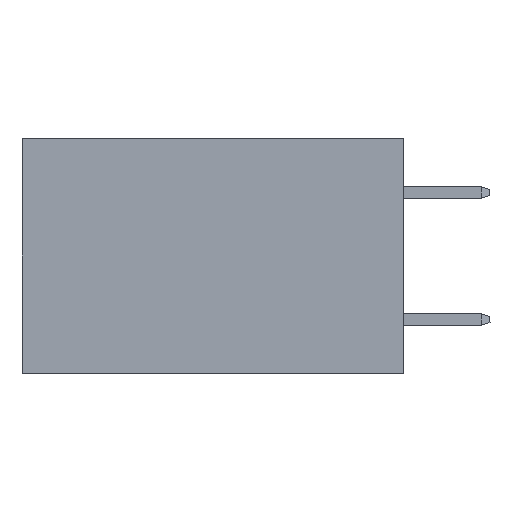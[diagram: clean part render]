
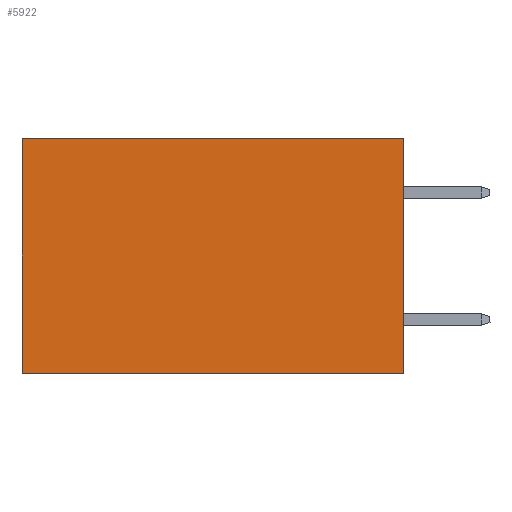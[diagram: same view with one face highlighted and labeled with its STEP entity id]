
A CAD part, left-side view. The second image highlights one B-rep face of the part: STEP entity #5922.
In plain terms, the highlighted planar face has unit normal (-1, 0, 0).
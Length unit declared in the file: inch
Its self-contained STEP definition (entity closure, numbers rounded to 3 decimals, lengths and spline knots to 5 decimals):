
#180 = DIRECTION ( 'NONE',  ( 0., 0., -1. ) ) ;
#904 = VECTOR ( 'NONE', #7130, 39.37008 ) ;
#905 = EDGE_CURVE ( 'NONE', #8693, #9378, #5045, .T. ) ;
#1029 = FACE_OUTER_BOUND ( 'NONE', #9583, .T. ) ;
#1166 = DIRECTION ( 'NONE',  ( 0., 0., -1. ) ) ;
#1294 = CARTESIAN_POINT ( 'NONE',  ( 0.2875, 0.6, -0.37 ) ) ;
#1692 = LINE ( 'NONE', #10541, #904 ) ;
#2243 = CARTESIAN_POINT ( 'NONE',  ( 0.2875, 0., 0. ) ) ;
#2911 = CARTESIAN_POINT ( 'NONE',  ( 0.2875, 0., -0.37 ) ) ;
#3691 = ORIENTED_EDGE ( 'NONE', *, *, #5664, .T. ) ;
#3774 = CARTESIAN_POINT ( 'NONE',  ( 0.2875, 0., 0. ) ) ;
#3927 = EDGE_CURVE ( 'NONE', #9378, #7798, #1692, .T. ) ;
#4177 = CARTESIAN_POINT ( 'NONE',  ( 0.2875, 0., 0. ) ) ;
#4521 = PLANE ( 'NONE',  #8648 ) ;
#4578 = VECTOR ( 'NONE', #1166, 39.37008 ) ;
#5045 = LINE ( 'NONE', #4177, #5439 ) ;
#5439 = VECTOR ( 'NONE', #11180, 39.37008 ) ;
#5483 = ORIENTED_EDGE ( 'NONE', *, *, #3927, .F. ) ;
#5664 = EDGE_CURVE ( 'NONE', #6360, #7798, #8298, .T. ) ;
#5922 = ADVANCED_FACE ( 'NONE', ( #1029 ), #4521, .F. ) ;
#6188 = CARTESIAN_POINT ( 'NONE',  ( 0.2875, 0.6, 0. ) ) ;
#6360 = VERTEX_POINT ( 'NONE', #6188 ) ;
#6552 = ORIENTED_EDGE ( 'NONE', *, *, #8748, .T. ) ;
#7130 = DIRECTION ( 'NONE',  ( 0., 1., 0. ) ) ;
#7432 = CARTESIAN_POINT ( 'NONE',  ( 0.2875, 0.6, 0. ) ) ;
#7798 = VERTEX_POINT ( 'NONE', #1294 ) ;
#8045 = DIRECTION ( 'NONE',  ( 1., 0., 0. ) ) ;
#8169 = CARTESIAN_POINT ( 'NONE',  ( 0.2875, 0., 0. ) ) ;
#8298 = LINE ( 'NONE', #7432, #4578 ) ;
#8648 = AXIS2_PLACEMENT_3D ( 'NONE', #3774, #8045, #180 ) ;
#8693 = VERTEX_POINT ( 'NONE', #8169 ) ;
#8748 = EDGE_CURVE ( 'NONE', #8693, #6360, #10107, .T. ) ;
#8898 = ORIENTED_EDGE ( 'NONE', *, *, #905, .F. ) ;
#9027 = DIRECTION ( 'NONE',  ( 0., 1., 0. ) ) ;
#9378 = VERTEX_POINT ( 'NONE', #2911 ) ;
#9583 = EDGE_LOOP ( 'NONE', ( #3691, #5483, #8898, #6552 ) ) ;
#10107 = LINE ( 'NONE', #2243, #10851 ) ;
#10541 = CARTESIAN_POINT ( 'NONE',  ( 0.2875, 0., -0.37 ) ) ;
#10851 = VECTOR ( 'NONE', #9027, 39.37008 ) ;
#11180 = DIRECTION ( 'NONE',  ( 0., 0., -1. ) ) ;
